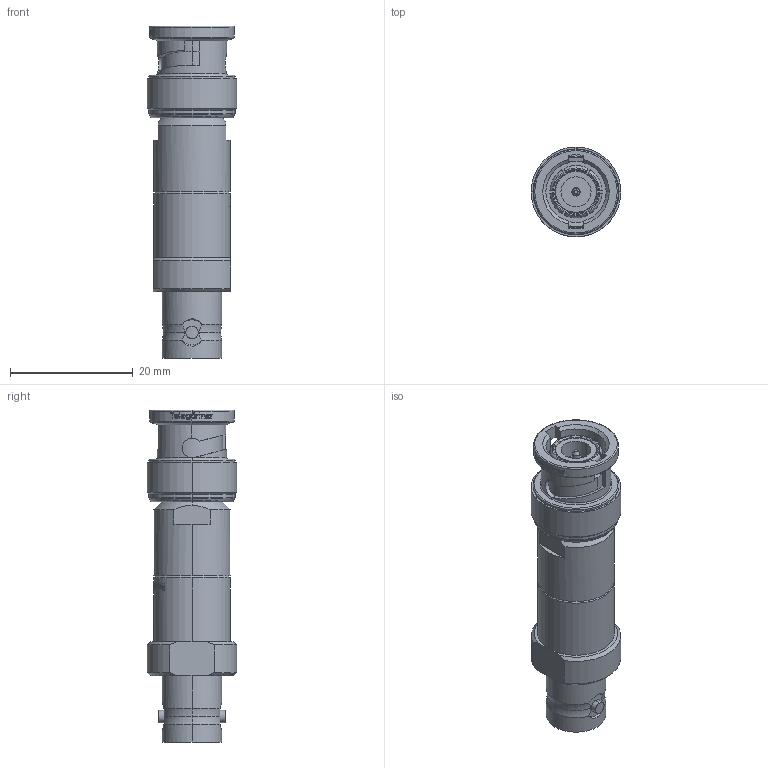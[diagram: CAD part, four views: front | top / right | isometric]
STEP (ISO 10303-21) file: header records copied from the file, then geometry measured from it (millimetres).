
FILE_DESCRIPTION (( 'STEP AP214' ), '1' );
FILE_NAME ('J01006A0835.STEP', '2019-07-04T07:59:38', ( '' ), ( '' ), 'SwSTEP 2.0', 'SolidWorks 2018', '' );
FILE_SCHEMA (( 'AUTOMOTIVE_DESIGN' ));
Length unit declared in the file: millimetre
Products named in the file (1): J01006A0835
Bounding box: 14.6 x 14.6 x 54 mm (x, y, z)
Volume: 5872.2 mm3; surface area: 3239.7 mm2
Topology: 1 solids, 1 shells, 956 faces, 2490 edges, 1647 vertices
Faces by surface type: bspline 426, plane 299, cylinder 161, cone 42, torus 28
Entity records: 62815 total; most frequent: CARTESIAN_POINT 32472, ORIENTED_EDGE 4980, DIRECTION 2623, EDGE_CURVE 2490, VERTEX_POINT 1647, B_SPLINE_CURVE_WITH_KNOTS 1346, EDGE_LOOP 1071, AXIS2_PLACEMENT_3D 989
